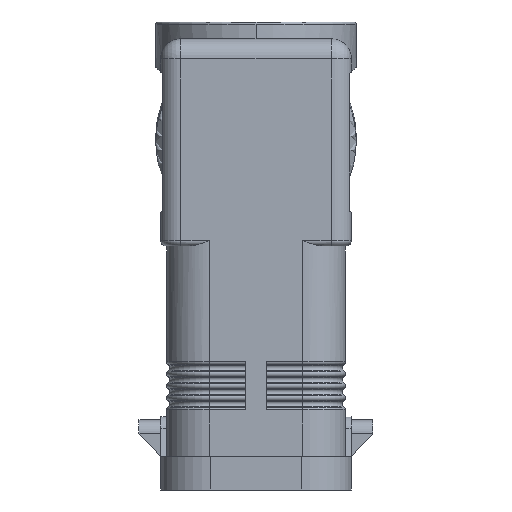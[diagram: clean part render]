
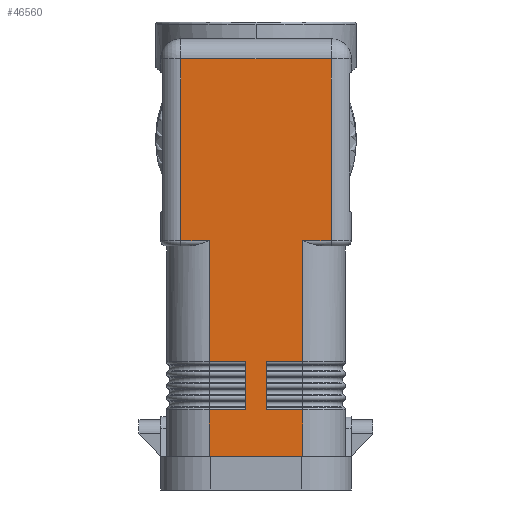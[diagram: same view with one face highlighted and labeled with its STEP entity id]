
A CAD part, front view. The second image highlights one B-rep face of the part: STEP entity #46560.
In plain terms, the highlighted planar face has unit normal (0, -1, 0).
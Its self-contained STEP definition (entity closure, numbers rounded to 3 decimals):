
#16690=CARTESIAN_POINT('',(38.264,43.075,22.5));
#16700=VERTEX_POINT('',#16690);
#25150=CARTESIAN_POINT('',(38.264,43.075,24.3));
#25160=VERTEX_POINT('',#25150);
#25190=CARTESIAN_POINT('',(38.264,43.075,17.418));
#25200=DIRECTION('',(0.,0.,1.));
#25210=VECTOR('',#25200,1.);
#25220=LINE('',#25190,#25210);
#25230=EDGE_CURVE('',#16700,#25160,#25220,.T.);
#31930=CARTESIAN_POINT('',(38.264,43.075,20.7));
#31940=VERTEX_POINT('',#31930);
#45080=CARTESIAN_POINT('',(39.777,43.075,38.591));
#45090=DIRECTION('',(0.,-1.,0.));
#45100=DIRECTION('',(1.,0.,0.));
#45110=AXIS2_PLACEMENT_3D('',#45080,#45090,#45100);
#45120=PLANE('',#45110);
#45130=CARTESIAN_POINT('',(32.789,43.075,10.65));
#45140=DIRECTION('',(0.,0.,-1.));
#45150=VECTOR('',#45140,1.);
#45160=LINE('',#45130,#45150);
#45170=CARTESIAN_POINT('',(32.789,43.075,18.9));
#45180=VERTEX_POINT('',#45170);
#45190=CARTESIAN_POINT('',(32.789,43.075,11.9));
#45200=VERTEX_POINT('',#45190);
#45210=EDGE_CURVE('',#45180,#45200,#45160,.T.);
#45220=ORIENTED_EDGE('',*,*,#45210,.T.);
#45230=CARTESIAN_POINT('',(46.739,43.075,18.9));
#45240=DIRECTION('',(-1.,0.,0.));
#45250=VECTOR('',#45240,1.);
#45260=LINE('',#45230,#45250);
#45270=CARTESIAN_POINT('',(38.264,43.075,18.9));
#45280=VERTEX_POINT('',#45270);
#45290=EDGE_CURVE('',#45280,#45180,#45260,.T.);
#45300=ORIENTED_EDGE('',*,*,#45290,.T.);
#45310=EDGE_CURVE('',#45280,#31940,#25220,.T.);
#45320=ORIENTED_EDGE('',*,*,#45310,.F.);
#45330=EDGE_CURVE('',#31940,#16700,#25220,.T.);
#45340=ORIENTED_EDGE('',*,*,#45330,.F.);
#45350=ORIENTED_EDGE('',*,*,#25230,.F.);
#45360=CARTESIAN_POINT('',(38.264,43.075,26.1));
#45370=VERTEX_POINT('',#45360);
#45380=EDGE_CURVE('',#25160,#45370,#25220,.T.);
#45390=ORIENTED_EDGE('',*,*,#45380,.F.);
#45400=CARTESIAN_POINT('',(40.022,43.075,26.1));
#45410=DIRECTION('',(-1.,0.,0.));
#45420=VECTOR('',#45410,1.);
#45430=LINE('',#45400,#45420);
#45440=CARTESIAN_POINT('',(32.789,43.075,26.1));
#45450=VERTEX_POINT('',#45440);
#45460=EDGE_CURVE('',#45370,#45450,#45430,.T.);
#45470=ORIENTED_EDGE('',*,*,#45460,.F.);
#45480=CARTESIAN_POINT('',(32.789,43.075,19.15));
#45490=DIRECTION('',(0.,0.,-1.));
#45500=VECTOR('',#45490,1.);
#45510=LINE('',#45480,#45500);
#45520=CARTESIAN_POINT('',(32.789,43.075,44.2));
#45530=VERTEX_POINT('',#45520);
#45540=EDGE_CURVE('',#45530,#45450,#45510,.T.);
#45550=ORIENTED_EDGE('',*,*,#45540,.T.);
#45560=CARTESIAN_POINT('',(39.506,43.075,44.2));
#45570=DIRECTION('',(1.,0.,0.));
#45580=VECTOR('',#45570,1.);
#45590=LINE('',#45560,#45580);
#45600=CARTESIAN_POINT('',(28.514,43.075,44.2));
#45610=VERTEX_POINT('',#45600);
#45620=EDGE_CURVE('',#45610,#45530,#45590,.T.);
#45630=ORIENTED_EDGE('',*,*,#45620,.T.);
#45640=CARTESIAN_POINT('',(28.514,43.075,10.65));
#45650=DIRECTION('',(0.,0.,-1.));
#45660=VECTOR('',#45650,1.);
#45670=LINE('',#45640,#45660);
#45680=CARTESIAN_POINT('',(28.514,43.075,71.377));
#45690=VERTEX_POINT('',#45680);
#45700=EDGE_CURVE('',#45690,#45610,#45670,.T.);
#45710=ORIENTED_EDGE('',*,*,#45700,.T.);
#45720=CARTESIAN_POINT('',(40.022,43.075,71.377))
;
#45730=DIRECTION('',(-1.,0.,0.));
#45740=VECTOR('',#45730,1.);
#45750=LINE('',#45720,#45740);
#45760=CARTESIAN_POINT('',(51.014,43.075,71.377));
#45770=VERTEX_POINT('',#45760);
#45780=EDGE_CURVE('',#45770,#45690,#45750,.T.);
#45790=ORIENTED_EDGE('',*,*,#45780,.T.);
#45800=CARTESIAN_POINT('',(51.014,43.075,10.65));
#45810=DIRECTION('',(0.,0.,-1.));
#45820=VECTOR('',#45810,1.);
#45830=LINE('',#45800,#45820);
#45840=CARTESIAN_POINT('',(51.014,43.075,44.2));
#45850=VERTEX_POINT('',#45840);
#45860=EDGE_CURVE('',#45770,#45850,#45830,.T.);
#45870=ORIENTED_EDGE('',*,*,#45860,.F.);
#45880=CARTESIAN_POINT('',(40.022,43.075,44.2));
#45890=DIRECTION('',(-1.,0.,0.));
#45900=VECTOR('',#45890,1.);
#45910=LINE('',#45880,#45900);
#45920=CARTESIAN_POINT('',(46.739,43.075,44.2));
#45930=VERTEX_POINT('',#45920);
#45940=EDGE_CURVE('',#45850,#45930,#45910,.T.);
#45950=ORIENTED_EDGE('',*,*,#45940,.F.);
#45960=CARTESIAN_POINT('',(46.739,43.075,19.15));
#45970=DIRECTION('',(0.,0.,-1.));
#45980=VECTOR('',#45970,1.);
#45990=LINE('',#45960,#45980);
#46000=CARTESIAN_POINT('',(46.739,43.075,26.1));
#46010=VERTEX_POINT('',#46000);
#46020=EDGE_CURVE('',#45930,#46010,#45990,.T.);
#46030=ORIENTED_EDGE('',*,*,#46020,.F.);
#46040=CARTESIAN_POINT('',(39.506,43.075,26.1));
#46050=DIRECTION('',(1.,0.,0.));
#46060=VECTOR('',#46050,1.);
#46070=LINE('',#46040,#46060);
#46080=CARTESIAN_POINT('',(41.264,43.075,26.1));
#46090=VERTEX_POINT('',#46080);
#46100=EDGE_CURVE('',#46090,#46010,#46070,.T.);
#46110=ORIENTED_EDGE('',*,*,#46100,.T.);
#46120=CARTESIAN_POINT('',(41.264,43.075,17.418));
#46130=DIRECTION('',(0.,0.,1.));
#46140=VECTOR('',#46130,1.);
#46150=LINE('',#46120,#46140);
#46160=CARTESIAN_POINT('',(41.264,43.075,24.3));
#46170=VERTEX_POINT('',#46160);
#46180=EDGE_CURVE('',#46170,#46090,#46150,.T.);
#46190=ORIENTED_EDGE('',*,*,#46180,.T.);
#46200=CARTESIAN_POINT('',(41.264,43.075,22.5));
#46210=VERTEX_POINT('',#46200);
#46220=EDGE_CURVE('',#46210,#46170,#46150,.T.);
#46230=ORIENTED_EDGE('',*,*,#46220,.T.);
#46240=CARTESIAN_POINT('',(41.264,43.075,20.7));
#46250=VERTEX_POINT('',#46240);
#46260=EDGE_CURVE('',#46250,#46210,#46150,.T.);
#46270=ORIENTED_EDGE('',*,*,#46260,.T.);
#46280=CARTESIAN_POINT('',(41.264,43.075,18.9));
#46290=VERTEX_POINT('',#46280);
#46300=EDGE_CURVE('',#46290,#46250,#46150,.T.);
#46310=ORIENTED_EDGE('',*,*,#46300,.T.);
#46320=CARTESIAN_POINT('',(32.789,43.075,18.9));
#46330=DIRECTION('',(1.,0.,0.));
#46340=VECTOR('',#46330,1.);
#46350=LINE('',#46320,#46340);
#46360=CARTESIAN_POINT('',(46.739,43.075,18.9));
#46370=VERTEX_POINT('',#46360);
#46380=EDGE_CURVE('',#46290,#46370,#46350,.T.);
#46390=ORIENTED_EDGE('',*,*,#46380,.F.);
#46400=CARTESIAN_POINT('',(46.739,43.075,10.65));
#46410=DIRECTION('',(0.,0.,-1.));
#46420=VECTOR('',#46410,1.);
#46430=LINE('',#46400,#46420);
#46440=CARTESIAN_POINT('',(46.739,43.075,11.9));
#46450=VERTEX_POINT('',#46440);
#46460=EDGE_CURVE('',#46370,#46450,#46430,.T.);
#46470=ORIENTED_EDGE('',*,*,#46460,.F.);
#46480=CARTESIAN_POINT('',(40.022,43.075,11.9));
#46490=DIRECTION('',(1.,0.,0.));
#46500=VECTOR('',#46490,1.);
#46510=LINE('',#46480,#46500);
#46520=EDGE_CURVE('',#45200,#46450,#46510,.T.);
#46530=ORIENTED_EDGE('',*,*,#46520,.T.);
#46540=EDGE_LOOP('',(#46530,#46470,#46390,#46310,#46270,#46230,#46190,
#46110,#46030,#45950,#45870,#45790,#45710,#45630,#45550,#45470,#45390,
#45350,#45340,#45320,#45300,#45220));
#46550=FACE_OUTER_BOUND('',#46540,.T.);
#46560=ADVANCED_FACE('',(#46550),#45120,.T.);
